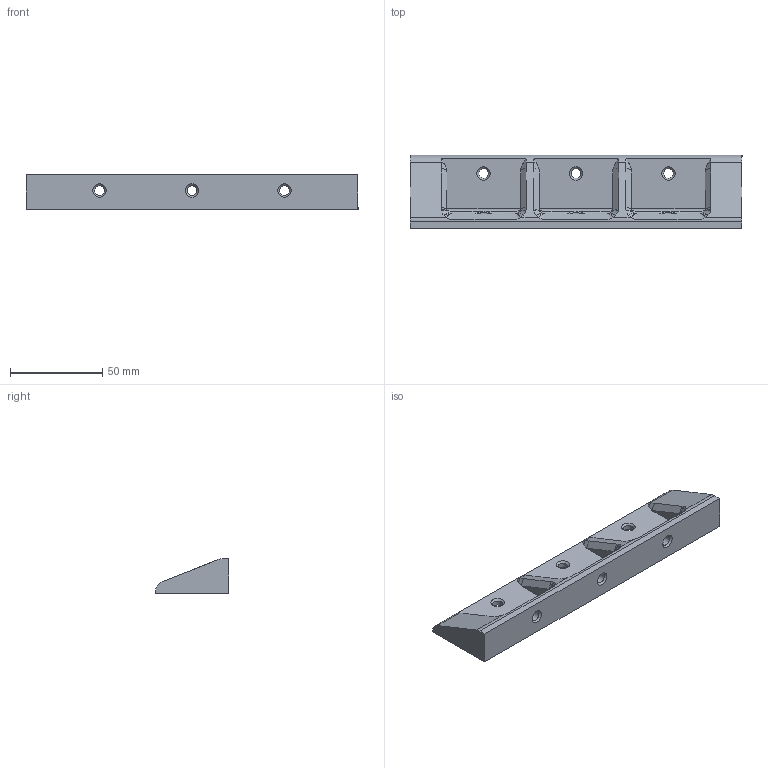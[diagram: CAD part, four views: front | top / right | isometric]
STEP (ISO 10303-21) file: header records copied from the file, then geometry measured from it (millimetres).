
FILE_DESCRIPTION(/* description */ (''),/* implementation_level */ '2;1');
FILE_NAME(/* name */ 'X Axis_X axis Table support (Centres) v6.step',/* time_stamp */ '2024-02-10T14:13:31-05:00',/* author */ (''),/* organization */ (''),/* preprocessor_version */ 'ST-DEVELOPER v20',/* originating_system */ 'Autodesk Translation Framework v12.20.1.177',/* authorisation */ '');
FILE_SCHEMA (('AUTOMOTIVE_DESIGN { 1 0 10303 214 3 1 1 }'));
Length unit declared in the file: millimetre
Products named in the file (2): X Axis_X axis Table support (Centres); Component8
Assembly tree (1 placements, depth 2):
  X Axis_X axis Table support (Centres)
    Component8
Bounding box: 179.6 x 40 x 18.5 mm (x, y, z)
Volume: 61920.6 mm3; surface area: 21799.9 mm2
Topology: 1 solids, 1 shells, 174 faces, 420 edges, 248 vertices
Faces by surface type: bspline 57, plane 55, cylinder 38, cone 18, sphere 6
Full cylindrical faces by diameter (mm): 5.3 x6
Entity records: 5986 total; most frequent: CARTESIAN_POINT 2249, ORIENTED_EDGE 840, DIRECTION 619, EDGE_CURVE 420, VERTEX_POINT 248, LINE 221, VECTOR 221, AXIS2_PLACEMENT_3D 199
